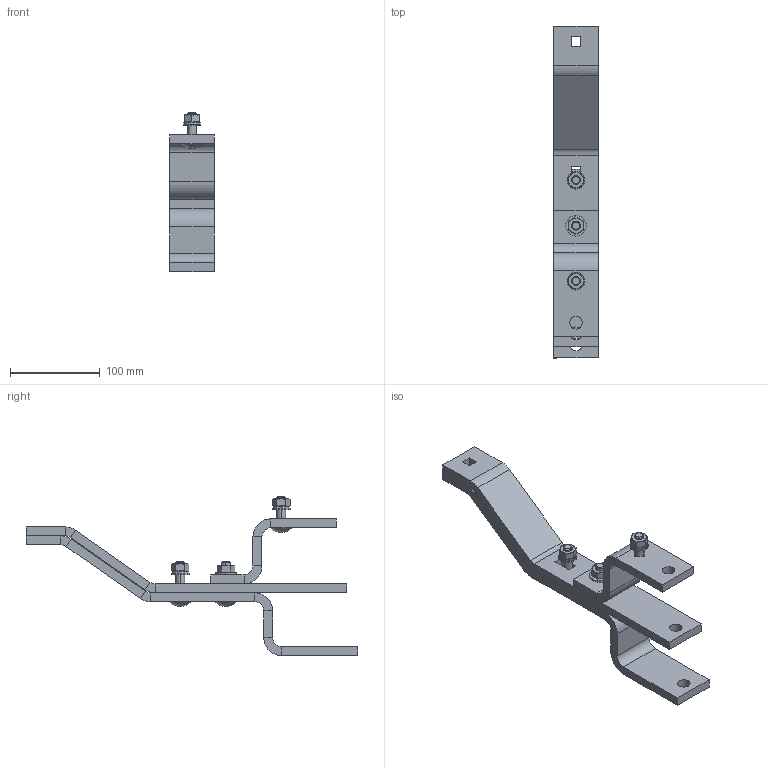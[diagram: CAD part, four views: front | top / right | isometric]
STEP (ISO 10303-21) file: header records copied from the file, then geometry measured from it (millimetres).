
FILE_DESCRIPTION(('STEP AP214'),'1');
FILE_NAME('cctmp_E223A0A7-FF24-4904-B563-77C088B46805_2024_06_07_11_34_56_0316..stp','2024-06-07T09:34:56',('SIEMENS A&D'),('CADClick - www.CADClick.com'),'Spatial InterOp 3D',' ','unknown authorization');
FILE_SCHEMA(('AUTOMOTIVE_DESIGN'));
Length unit declared in the file: millimetre
Products named in the file (15): cc_unnamed; 2024_06_07_11_34_56_0296; 2024_06_07_11_34_56_0263; 2024_06_07_11_34_56_0222; 2024_06_07_11_34_56_0181; 2024_06_07_11_34_56_0099; 2024_06_07_11_34_56_0058; 2024_06_07_11_34_56_0017; 2024_06_07_11_34_55_0935; 2024_06_07_11_34_55_0894; 2024_06_07_11_34_55_0854; 2024_06_07_11_34_55_0814; 2024_06_07_11_34_55_0732; 2024_06_07_11_34_55_0701; 2024_06_07_11_34_55_0671
Assembly tree (14 placements, depth 2):
  cc_unnamed
    2024_06_07_11_34_56_0296
    2024_06_07_11_34_56_0263
    2024_06_07_11_34_56_0222
    2024_06_07_11_34_56_0181
    2024_06_07_11_34_56_0099
    2024_06_07_11_34_56_0058
    2024_06_07_11_34_56_0017
    2024_06_07_11_34_55_0935
    2024_06_07_11_34_55_0894
    2024_06_07_11_34_55_0854
    2024_06_07_11_34_55_0814
    2024_06_07_11_34_55_0732
    2024_06_07_11_34_55_0701
    2024_06_07_11_34_55_0671
Bounding box: 50 x 370 x 177.5 mm (x, y, z)
Volume: 505322.1 mm3; surface area: 138956.3 mm2
Topology: 14 solids, 14 shells, 262 faces, 578 edges, 353 vertices
Faces by surface type: plane 160, cylinder 60, cone 36, sphere 6
Entity records: 9722 total; most frequent: CARTESIAN_POINT 1352, DIRECTION 1264, ORIENTED_EDGE 1156, EDGE_CURVE 578, AXIS2_PLACEMENT_3D 445, LINE 374, VECTOR 374, VERTEX_POINT 353
